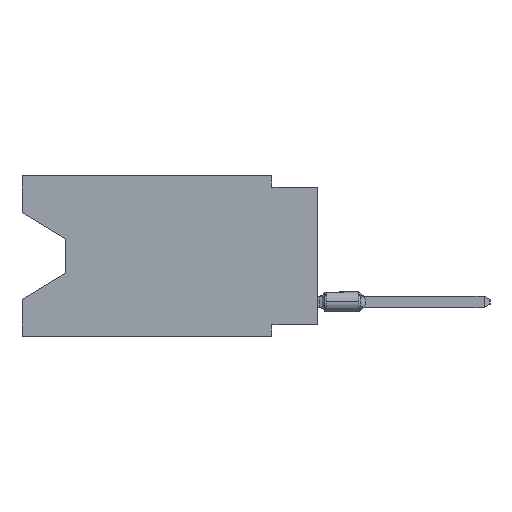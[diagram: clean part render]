
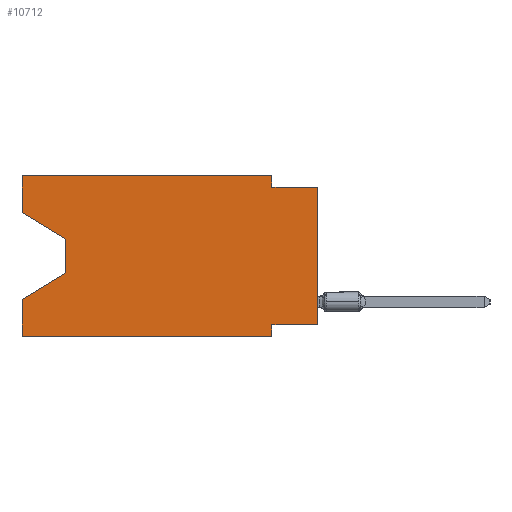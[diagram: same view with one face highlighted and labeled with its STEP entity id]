
A CAD part, left-side view. The second image highlights one B-rep face of the part: STEP entity #10712.
In plain terms, the highlighted planar face has unit normal (-1, 0, 0).
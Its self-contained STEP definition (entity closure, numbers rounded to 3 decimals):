
#328 = EDGE_CURVE ( 'NONE', #38060, #21599, #15679, .T. ) ;
#2341 = ORIENTED_EDGE ( 'NONE', *, *, #23020, .T. ) ;
#2917 = LINE ( 'NONE', #28626, #33835 ) ;
#2952 = DIRECTION ( 'NONE',  ( 0., 0., -1. ) ) ;
#3285 = CARTESIAN_POINT ( 'NONE',  ( 0., 0., -0.635 ) ) ;
#4034 = LINE ( 'NONE', #10707, #27312 ) ;
#4946 = EDGE_CURVE ( 'NONE', #40631, #21599, #30926, .T. ) ;
#4993 = DIRECTION ( 'NONE',  ( 0., 0.855, -0.519 ) ) ;
#5075 = VECTOR ( 'NONE', #26423, 1000. ) ;
#5311 = CARTESIAN_POINT ( 'NONE',  ( 0., 0., -8.255 ) ) ;
#5445 = CARTESIAN_POINT ( 'NONE',  ( 0., 0., 0. ) ) ;
#5476 = ORIENTED_EDGE ( 'NONE', *, *, #20875, .F. ) ;
#5719 = CARTESIAN_POINT ( 'NONE',  ( 0., 16.383, -8.89 ) ) ;
#6066 = VECTOR ( 'NONE', #22941, 1000. ) ;
#6179 = VERTEX_POINT ( 'NONE', #21109 ) ;
#6259 = DIRECTION ( 'NONE',  ( 0., -1., 0. ) ) ;
#6291 = FACE_OUTER_BOUND ( 'NONE', #9700, .T. ) ;
#6607 = ORIENTED_EDGE ( 'NONE', *, *, #16158, .F. ) ;
#7392 = CARTESIAN_POINT ( 'NONE',  ( 0., 13.97, -5.385 ) ) ;
#7681 = LINE ( 'NONE', #20038, #24938 ) ;
#8606 = CARTESIAN_POINT ( 'NONE',  ( 0., 16.383, -6.852 ) ) ;
#8710 = VERTEX_POINT ( 'NONE', #17467 ) ;
#8924 = DIRECTION ( 'NONE',  ( 0., -0.855, -0.519 ) ) ;
#9235 = CARTESIAN_POINT ( 'NONE',  ( 0., 16.383, 0. ) ) ;
#9700 = EDGE_LOOP ( 'NONE', ( #14910, #28800, #2341, #6607, #16582, #35922, #33953, #37189, #38294, #10098, #21546, #5476 ) ) ;
#9955 = CARTESIAN_POINT ( 'NONE',  ( 0., 13.97, -3.505 ) ) ;
#10098 = ORIENTED_EDGE ( 'NONE', *, *, #25508, .F. ) ;
#10707 = CARTESIAN_POINT ( 'NONE',  ( 0., 13.97, -3.505 ) ) ;
#10712 = ADVANCED_FACE ( 'NONE', ( #6291 ), #18833, .F. ) ;
#12083 = EDGE_CURVE ( 'NONE', #39405, #38060, #39865, .T. ) ;
#12757 = VERTEX_POINT ( 'NONE', #19301 ) ;
#13629 = DIRECTION ( 'NONE',  ( 0., 0., -1. ) ) ;
#14600 = VERTEX_POINT ( 'NONE', #8606 ) ;
#14910 = ORIENTED_EDGE ( 'NONE', *, *, #29317, .T. ) ;
#15679 = LINE ( 'NONE', #38039, #19360 ) ;
#15825 = EDGE_CURVE ( 'NONE', #28210, #34850, #4034, .T. ) ;
#16158 = EDGE_CURVE ( 'NONE', #40631, #14600, #18821, .T. ) ;
#16582 = ORIENTED_EDGE ( 'NONE', *, *, #4946, .T. ) ;
#17308 = DIRECTION ( 'NONE',  ( 0., 0., -1. ) ) ;
#17408 = VERTEX_POINT ( 'NONE', #41195 ) ;
#17467 = CARTESIAN_POINT ( 'NONE',  ( 0., 2.54, 0. ) ) ;
#17561 = DIRECTION ( 'NONE',  ( 0., -1., 0. ) ) ;
#18821 = LINE ( 'NONE', #38051, #19982 ) ;
#18833 = PLANE ( 'NONE',  #29703 ) ;
#19301 = CARTESIAN_POINT ( 'NONE',  ( 0., 16.383, 0. ) ) ;
#19360 = VECTOR ( 'NONE', #40774, 1000. ) ;
#19734 = CARTESIAN_POINT ( 'NONE',  ( 0., 16.383, 0. ) ) ;
#19982 = VECTOR ( 'NONE', #22157, 1000. ) ;
#20038 = CARTESIAN_POINT ( 'NONE',  ( 0., 2.54, 0. ) ) ;
#20060 = CARTESIAN_POINT ( 'NONE',  ( 0., 2.54, -8.89 ) ) ;
#20317 = EDGE_CURVE ( 'NONE', #39405, #6179, #35249, .T. ) ;
#20462 = VECTOR ( 'NONE', #17561, 1000. ) ;
#20875 = EDGE_CURVE ( 'NONE', #17408, #12757, #39390, .T. ) ;
#21109 = CARTESIAN_POINT ( 'NONE',  ( 0., 0., -0.635 ) ) ;
#21546 = ORIENTED_EDGE ( 'NONE', *, *, #31586, .F. ) ;
#21599 = VERTEX_POINT ( 'NONE', #20060 ) ;
#21893 = LINE ( 'NONE', #3285, #23827 ) ;
#22157 = DIRECTION ( 'NONE',  ( 0., 0., 1. ) ) ;
#22941 = DIRECTION ( 'NONE',  ( 0., 1., 0. ) ) ;
#23020 = EDGE_CURVE ( 'NONE', #34850, #14600, #27550, .T. ) ;
#23827 = VECTOR ( 'NONE', #31905, 1000. ) ;
#24194 = LINE ( 'NONE', #37552, #37679 ) ;
#24498 = DIRECTION ( 'NONE',  ( 1., 0., 0. ) ) ;
#24938 = VECTOR ( 'NONE', #17308, 1000. ) ;
#25508 = EDGE_CURVE ( 'NONE', #8710, #37529, #7681, .T. ) ;
#26423 = DIRECTION ( 'NONE',  ( 0., 0., 1. ) ) ;
#27312 = VECTOR ( 'NONE', #13629, 1000. ) ;
#27550 = LINE ( 'NONE', #33214, #30326 ) ;
#28210 = VERTEX_POINT ( 'NONE', #9955 ) ;
#28626 = CARTESIAN_POINT ( 'NONE',  ( 0., 16.383, 0. ) ) ;
#28800 = ORIENTED_EDGE ( 'NONE', *, *, #15825, .T. ) ;
#29317 = EDGE_CURVE ( 'NONE', #17408, #28210, #24194, .T. ) ;
#29703 = AXIS2_PLACEMENT_3D ( 'NONE', #9235, #24498, #2952 ) ;
#30044 = CARTESIAN_POINT ( 'NONE',  ( 0., 0., -8.255 ) ) ;
#30326 = VECTOR ( 'NONE', #4993, 1000. ) ;
#30532 = CARTESIAN_POINT ( 'NONE',  ( 0., 16.383, -8.89 ) ) ;
#30926 = LINE ( 'NONE', #30532, #20462 ) ;
#31586 = EDGE_CURVE ( 'NONE', #12757, #8710, #2917, .T. ) ;
#31905 = DIRECTION ( 'NONE',  ( 0., -1., 0. ) ) ;
#32360 = CARTESIAN_POINT ( 'NONE',  ( 0., 2.54, -0.635 ) ) ;
#33214 = CARTESIAN_POINT ( 'NONE',  ( 0., 13.97, -5.385 ) ) ;
#33835 = VECTOR ( 'NONE', #6259, 1000. ) ;
#33953 = ORIENTED_EDGE ( 'NONE', *, *, #12083, .F. ) ;
#34850 = VERTEX_POINT ( 'NONE', #7392 ) ;
#35249 = LINE ( 'NONE', #5445, #39261 ) ;
#35922 = ORIENTED_EDGE ( 'NONE', *, *, #328, .F. ) ;
#36262 = CARTESIAN_POINT ( 'NONE',  ( 0., 2.54, -8.255 ) ) ;
#37189 = ORIENTED_EDGE ( 'NONE', *, *, #20317, .T. ) ;
#37529 = VERTEX_POINT ( 'NONE', #32360 ) ;
#37552 = CARTESIAN_POINT ( 'NONE',  ( 0., 16.383, -2.038 ) ) ;
#37606 = DIRECTION ( 'NONE',  ( 0., 0., 1. ) ) ;
#37679 = VECTOR ( 'NONE', #8924, 1000. ) ;
#37858 = EDGE_CURVE ( 'NONE', #37529, #6179, #21893, .T. ) ;
#38039 = CARTESIAN_POINT ( 'NONE',  ( 0., 2.54, -8.89 ) ) ;
#38051 = CARTESIAN_POINT ( 'NONE',  ( 0., 16.383, 0. ) ) ;
#38060 = VERTEX_POINT ( 'NONE', #36262 ) ;
#38294 = ORIENTED_EDGE ( 'NONE', *, *, #37858, .F. ) ;
#39261 = VECTOR ( 'NONE', #37606, 1000. ) ;
#39390 = LINE ( 'NONE', #19734, #5075 ) ;
#39405 = VERTEX_POINT ( 'NONE', #5311 ) ;
#39865 = LINE ( 'NONE', #30044, #6066 ) ;
#40631 = VERTEX_POINT ( 'NONE', #5719 ) ;
#40774 = DIRECTION ( 'NONE',  ( 0., 0., -1. ) ) ;
#41195 = CARTESIAN_POINT ( 'NONE',  ( 0., 16.383, -2.038 ) ) ;
